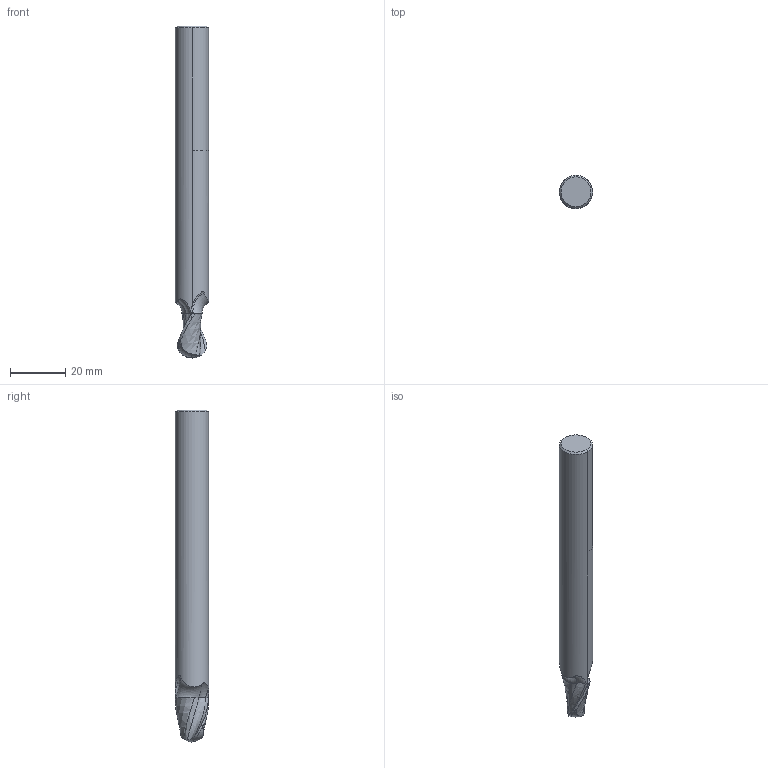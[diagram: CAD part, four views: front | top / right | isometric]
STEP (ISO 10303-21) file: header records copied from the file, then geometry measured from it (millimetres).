
FILE_DESCRIPTION(('no description'),'unknown implementation level');
FILE_NAME('EXPK1-M08-0023-12-Detail.stp',' ',('CIMSOURCE GmbH'),('CADClick - KiM GmbH - www.kimweb.de'),'unknown preprocess','ACIS','unknown authorization');
FILE_SCHEMA(('automotive_design'));
Length unit declared in the file: millimetre
Products named in the file (2): NOCUT; CUT
Bounding box: 12 x 12 x 120 mm (x, y, z)
Volume: 12299.1 mm3; surface area: 4629.5 mm2
Topology: 2 solids, 2 shells, 46 faces, 122 edges, 81 vertices
Faces by surface type: revolution 10, cone 8, plane 8, bspline 8, cylinder 6, sphere 6
Entity records: 4970 total; most frequent: CARTESIAN_POINT 2469, STYLED_ITEM 251, PRESENTATION_STYLE_ASSIGNMENT 251, COLOUR_RGB 251, ORIENTED_EDGE 244, DIRECTION 196, EDGE_CURVE 122, CURVE_STYLE 122
